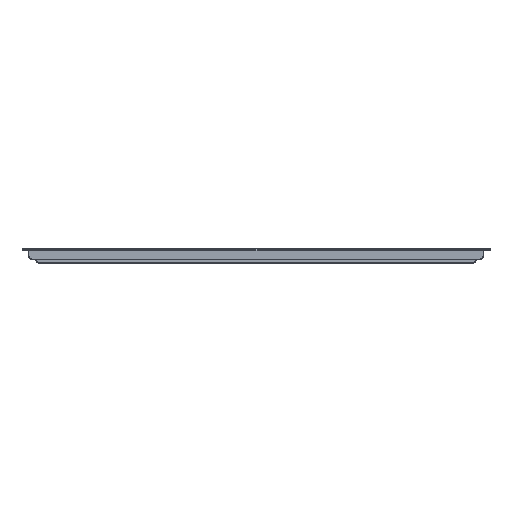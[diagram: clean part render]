
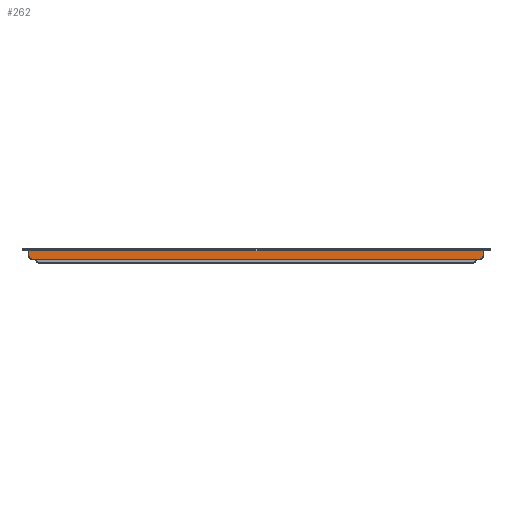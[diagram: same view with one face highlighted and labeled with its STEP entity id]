
A CAD part, top view. The second image highlights one B-rep face of the part: STEP entity #262.
In plain terms, the highlighted planar face has unit normal (0, 0, 1).
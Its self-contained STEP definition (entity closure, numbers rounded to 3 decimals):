
#77 = CARTESIAN_POINT ( 'NONE',  ( -328.25, -15., 47.45 ) ) ;
#164 = VERTEX_POINT ( 'NONE', #2383 ) ;
#262 = ADVANCED_FACE ( 'NONE', ( #2118 ), #1961, .T. ) ;
#348 = CARTESIAN_POINT ( 'NONE',  ( -323.25, -10., 47.45 ) ) ;
#407 = CARTESIAN_POINT ( 'NONE',  ( 323.25, -10., 47.45 ) ) ;
#457 = DIRECTION ( 'NONE',  ( 0., 0., 1. ) ) ;
#465 = VERTEX_POINT ( 'NONE', #885 ) ;
#468 = ORIENTED_EDGE ( 'NONE', *, *, #603, .T. ) ;
#555 = VERTEX_POINT ( 'NONE', #674 ) ;
#564 = CARTESIAN_POINT ( 'NONE',  ( -328.25, -10., 47.45 ) ) ;
#603 = EDGE_CURVE ( 'NONE', #2396, #465, #1668, .T. ) ;
#630 = LINE ( 'NONE', #2404, #2370 ) ;
#654 = ORIENTED_EDGE ( 'NONE', *, *, #2727, .F. ) ;
#656 = LINE ( 'NONE', #1476, #1920 ) ;
#674 = CARTESIAN_POINT ( 'NONE',  ( -323.25, -15., 47.45 ) ) ;
#818 = CIRCLE ( 'NONE', #2575, 5. ) ;
#885 = CARTESIAN_POINT ( 'NONE',  ( 328.25, -10., 47.45 ) ) ;
#929 = VECTOR ( 'NONE', #2754, 1000. ) ;
#962 = ORIENTED_EDGE ( 'NONE', *, *, #2872, .F. ) ;
#997 = ORIENTED_EDGE ( 'NONE', *, *, #1394, .T. ) ;
#1016 = EDGE_CURVE ( 'NONE', #2780, #555, #818, .T. ) ;
#1059 = EDGE_CURVE ( 'NONE', #2396, #555, #3285, .T. ) ;
#1095 = DIRECTION ( 'NONE',  ( 0., -1., 0. ) ) ;
#1126 = DIRECTION ( 'NONE',  ( -1., 0., 0. ) ) ;
#1175 = LINE ( 'NONE', #3099, #929 ) ;
#1349 = DIRECTION ( 'NONE',  ( 0., 1., 0. ) ) ;
#1394 = EDGE_CURVE ( 'NONE', #1879, #164, #656, .T. ) ;
#1476 = CARTESIAN_POINT ( 'NONE',  ( 0., -3., 47.45 ) ) ;
#1500 = DIRECTION ( 'NONE',  ( 0., -1., 0. ) ) ;
#1668 = CIRCLE ( 'NONE', #2018, 5. ) ;
#1870 = EDGE_LOOP ( 'NONE', ( #654, #2385, #3081, #468, #962, #997 ) ) ;
#1879 = VERTEX_POINT ( 'NONE', #3523 ) ;
#1920 = VECTOR ( 'NONE', #2549, 1000. ) ;
#1961 = PLANE ( 'NONE',  #2454 ) ;
#2018 = AXIS2_PLACEMENT_3D ( 'NONE', #407, #457, #1500 ) ;
#2118 = FACE_OUTER_BOUND ( 'NONE', #1870, .T. ) ;
#2236 = DIRECTION ( 'NONE',  ( 0., 0., 1. ) ) ;
#2370 = VECTOR ( 'NONE', #1349, 1000. ) ;
#2383 = CARTESIAN_POINT ( 'NONE',  ( -328.25, -3., 47.45 ) ) ;
#2385 = ORIENTED_EDGE ( 'NONE', *, *, #1016, .T. ) ;
#2396 = VERTEX_POINT ( 'NONE', #2779 ) ;
#2404 = CARTESIAN_POINT ( 'NONE',  ( -328.25, -1.5, 47.45 ) ) ;
#2454 = AXIS2_PLACEMENT_3D ( 'NONE', #2725, #2236, #1095 ) ;
#2525 = DIRECTION ( 'NONE',  ( 0., -1., 0. ) ) ;
#2549 = DIRECTION ( 'NONE',  ( -1., 0., 0. ) ) ;
#2575 = AXIS2_PLACEMENT_3D ( 'NONE', #348, #2759, #2525 ) ;
#2725 = CARTESIAN_POINT ( 'NONE',  ( 0., 0., 47.45 ) ) ;
#2727 = EDGE_CURVE ( 'NONE', #2780, #164, #630, .T. ) ;
#2754 = DIRECTION ( 'NONE',  ( 0., -1., 0. ) ) ;
#2759 = DIRECTION ( 'NONE',  ( 0., 0., 1. ) ) ;
#2763 = VECTOR ( 'NONE', #1126, 1000. ) ;
#2779 = CARTESIAN_POINT ( 'NONE',  ( 323.25, -15., 47.45 ) ) ;
#2780 = VERTEX_POINT ( 'NONE', #564 ) ;
#2872 = EDGE_CURVE ( 'NONE', #1879, #465, #1175, .T. ) ;
#3081 = ORIENTED_EDGE ( 'NONE', *, *, #1059, .F. ) ;
#3099 = CARTESIAN_POINT ( 'NONE',  ( 328.25, -15., 47.45 ) ) ;
#3285 = LINE ( 'NONE', #77, #2763 ) ;
#3523 = CARTESIAN_POINT ( 'NONE',  ( 328.25, -3., 47.45 ) ) ;
